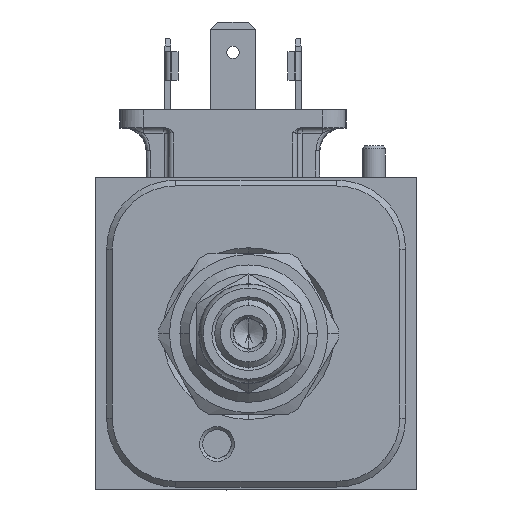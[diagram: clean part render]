
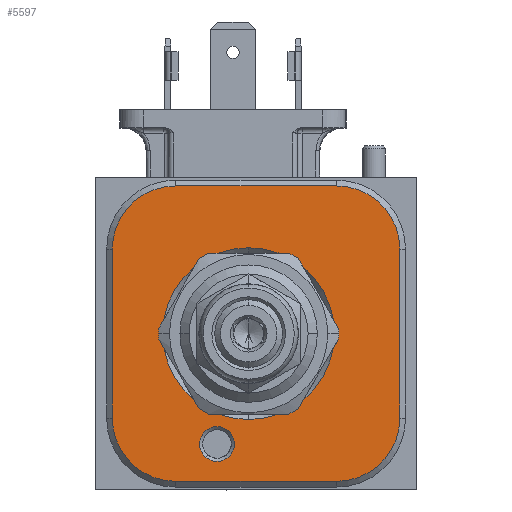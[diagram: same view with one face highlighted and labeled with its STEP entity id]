
A CAD part, front view. The second image highlights one B-rep face of the part: STEP entity #5597.
In plain terms, the highlighted planar face has unit normal (0, -1, 0).
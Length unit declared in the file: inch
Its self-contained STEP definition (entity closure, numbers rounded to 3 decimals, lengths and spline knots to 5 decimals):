
#1478=CARTESIAN_POINT('',(0.835,-4.094,
0.85));
#1479=DIRECTION('',(0.,1.,0.));
#1480=DIRECTION('',(0.,0.,-1.));
#1481=AXIS2_PLACEMENT_3D('',#1478,#1479,#1480);
#1483=CARTESIAN_POINT('',(0.835,-4.094,
0.85));
#1484=DIRECTION('',(0.,1.,0.));
#1485=DIRECTION('',(0.,0.,1.));
#1486=AXIS2_PLACEMENT_3D('',#1483,#1484,#1485);
#1488=CARTESIAN_POINT('',(0.663,-4.094,0.25));
#1489=DIRECTION('',(0.,1.,0.));
#1490=DIRECTION('',(-0.643,0.,-0.766));
#1491=AXIS2_PLACEMENT_3D('',#1488,#1489,#1490);
#1493=CARTESIAN_POINT('',(0.663,-4.094,0.25));
#1494=DIRECTION('',(0.,1.,0.));
#1495=DIRECTION('',(0.643,0.,0.766));
#1496=AXIS2_PLACEMENT_3D('',#1493,#1494,#1495);
#3222=CARTESIAN_POINT('',(1.313,-4.094,1.309));
#3223=DIRECTION('',(0.,1.,0.));
#3224=DIRECTION('',(0.,0.,1.));
#3225=AXIS2_PLACEMENT_3D('',#3222,#3223,#3224);
#3236=DIRECTION('',(1.,0.,0.));
#3237=VECTOR('',#3236,0.875);
#3238=CARTESIAN_POINT('',(0.438,-4.094,1.653));
#3239=LINE('',#3238,#3237);
#3248=CARTESIAN_POINT('',(0.438,-4.094,1.309));
#3249=DIRECTION('',(0.,1.,0.));
#3250=DIRECTION('',(-1.,0.,0.));
#3251=AXIS2_PLACEMENT_3D('',#3248,#3249,#3250);
#3262=DIRECTION('',(0.,0.,1.));
#3263=VECTOR('',#3262,0.918);
#3264=CARTESIAN_POINT('',(0.094,-4.094,0.391));
#3265=LINE('',#3264,#3263);
#3274=CARTESIAN_POINT('',(0.438,-4.094,0.391));
#3275=DIRECTION('',(0.,1.,0.));
#3276=DIRECTION('',(0.,0.,-1.));
#3277=AXIS2_PLACEMENT_3D('',#3274,#3275,#3276);
#3288=DIRECTION('',(-1.,0.,0.));
#3289=VECTOR('',#3288,0.875);
#3290=CARTESIAN_POINT('',(1.313,-4.094,0.047));
#3291=LINE('',#3290,#3289);
#3296=CARTESIAN_POINT('',(1.313,-4.094,0.391));
#3297=DIRECTION('',(0.,1.,0.));
#3298=DIRECTION('',(1.,0.,0.));
#3299=AXIS2_PLACEMENT_3D('',#3296,#3297,#3298);
#3314=DIRECTION('',(0.,0.,-1.));
#3315=VECTOR('',#3314,0.918);
#3316=CARTESIAN_POINT('',(1.657,-4.094,1.309));
#3317=LINE('',#3316,#3315);
#4615=CARTESIAN_POINT('',(0.835,-4.094,
1.317));
#4616=VERTEX_POINT('',#4615);
#4625=CARTESIAN_POINT('',(0.835,-4.094,
0.383));
#4626=VERTEX_POINT('',#4625);
#4659=CARTESIAN_POINT('',(0.60258,-4.094,
0.17799));
#4660=CARTESIAN_POINT('',(0.72342,-4.094,
0.32201));
#4661=VERTEX_POINT('',#4659);
#4662=VERTEX_POINT('',#4660);
#4705=CARTESIAN_POINT('',(1.313,-4.094,0.047));
#4706=CARTESIAN_POINT('',(0.438,-4.094,0.047));
#4707=VERTEX_POINT('',#4705);
#4708=VERTEX_POINT('',#4706);
#4713=CARTESIAN_POINT('',(0.094,-4.094,0.391));
#4714=VERTEX_POINT('',#4713);
#4717=CARTESIAN_POINT('',(0.094,-4.094,1.309));
#4718=VERTEX_POINT('',#4717);
#4721=CARTESIAN_POINT('',(0.438,-4.094,1.653));
#4722=VERTEX_POINT('',#4721);
#4725=CARTESIAN_POINT('',(1.313,-4.094,1.653));
#4726=VERTEX_POINT('',#4725);
#4729=CARTESIAN_POINT('',(1.657,-4.094,1.309));
#4730=VERTEX_POINT('',#4729);
#4733=CARTESIAN_POINT('',(1.657,-4.094,0.391));
#4734=VERTEX_POINT('',#4733);
#5564=CARTESIAN_POINT('',(0.,-4.094,0.));
#5565=DIRECTION('',(0.,-1.,0.));
#5566=DIRECTION('',(1.,0.,0.));
#5567=AXIS2_PLACEMENT_3D('',#5564,#5565,#5566);
#5568=PLANE('',#5567);
#5570=ORIENTED_EDGE('',*,*,#5569,.T.);
#5572=ORIENTED_EDGE('',*,*,#5571,.T.);
#5574=ORIENTED_EDGE('',*,*,#5573,.T.);
#5576=ORIENTED_EDGE('',*,*,#5575,.T.);
#5578=ORIENTED_EDGE('',*,*,#5577,.T.);
#5580=ORIENTED_EDGE('',*,*,#5579,.T.);
#5582=ORIENTED_EDGE('',*,*,#5581,.T.);
#5584=ORIENTED_EDGE('',*,*,#5583,.T.);
#5585=EDGE_LOOP('',(#5570,#5572,#5574,#5576,#5578,#5580,#5582,#5584));
#5586=FACE_OUTER_BOUND('',#5585,.F.);
#5588=ORIENTED_EDGE('',*,*,#5587,.F.);
#5590=ORIENTED_EDGE('',*,*,#5589,.F.);
#5591=EDGE_LOOP('',(#5588,#5590));
#5592=FACE_BOUND('',#5591,.F.);
#5593=ORIENTED_EDGE('',*,*,#5546,.F.);
#5594=ORIENTED_EDGE('',*,*,#5557,.F.);
#5595=EDGE_LOOP('',(#5593,#5594));
#5596=FACE_BOUND('',#5595,.F.);
#5597=ADVANCED_FACE('',(#5586,#5592,#5596),#5568,.T.);
#1482=CIRCLE('',#1481,0.467);
#1487=CIRCLE('',#1486,0.467);
#1492=CIRCLE('',#1491,0.094);
#1497=CIRCLE('',#1496,0.094);
#3226=CIRCLE('',#3225,0.344);
#3252=CIRCLE('',#3251,0.344);
#3278=CIRCLE('',#3277,0.344);
#3300=CIRCLE('',#3299,0.344);
#5546=EDGE_CURVE('',#4626,#4616,#1482,.T.);
#5557=EDGE_CURVE('',#4616,#4626,#1487,.T.);
#5569=EDGE_CURVE('',#4726,#4730,#3226,.T.);
#5571=EDGE_CURVE('',#4730,#4734,#3317,.T.);
#5573=EDGE_CURVE('',#4734,#4707,#3300,.T.);
#5575=EDGE_CURVE('',#4707,#4708,#3291,.T.);
#5577=EDGE_CURVE('',#4708,#4714,#3278,.T.);
#5579=EDGE_CURVE('',#4714,#4718,#3265,.T.);
#5581=EDGE_CURVE('',#4718,#4722,#3252,.T.);
#5583=EDGE_CURVE('',#4722,#4726,#3239,.T.);
#5587=EDGE_CURVE('',#4661,#4662,#1492,.T.);
#5589=EDGE_CURVE('',#4662,#4661,#1497,.T.);
